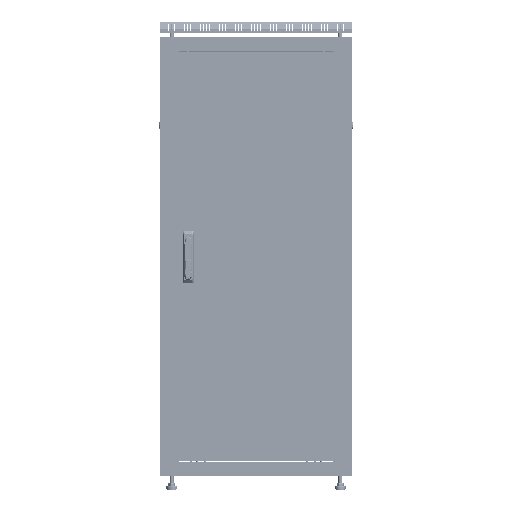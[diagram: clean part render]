
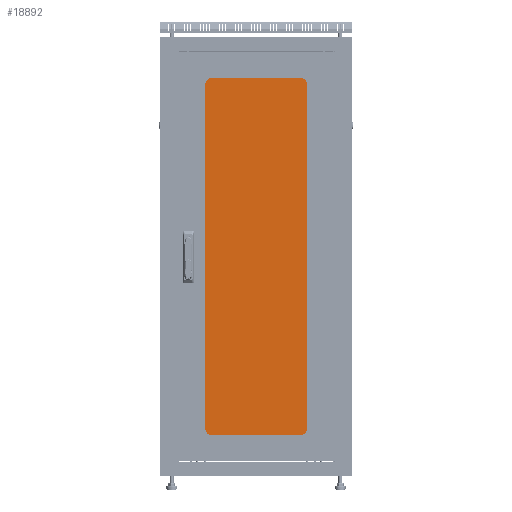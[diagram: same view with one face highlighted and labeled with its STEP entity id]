
A CAD part, top view. The second image highlights one B-rep face of the part: STEP entity #18892.
In plain terms, the highlighted planar face has unit normal (0, 0, 1).
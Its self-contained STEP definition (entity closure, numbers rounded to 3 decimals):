
#3209 = CARTESIAN_POINT ( 'NONE',  ( 0., 0., 4. ) ) ;
#3760 = DIRECTION ( 'NONE',  ( 1., 0., 0. ) ) ;
#4572 = VERTEX_POINT ( 'NONE', #17611 ) ;
#6514 = ORIENTED_EDGE ( 'NONE', *, *, #19533, .T. ) ;
#7684 = VERTEX_POINT ( 'NONE', #11570 ) ;
#10253 = AXIS2_PLACEMENT_3D ( 'NONE', #3209, #93535, #101768 ) ;
#11154 = EDGE_LOOP ( 'NONE', ( #96168, #6514, #15273, #98839 ) ) ;
#11570 = CARTESIAN_POINT ( 'NONE',  ( 180., 637.95, 4. ) ) ;
#15273 = ORIENTED_EDGE ( 'NONE', *, *, #102200, .T. ) ;
#17611 = CARTESIAN_POINT ( 'NONE',  ( 180., -637.95, 4. ) ) ;
#18328 = VERTEX_POINT ( 'NONE', #59505 ) ;
#18892 = ADVANCED_FACE ( 'NONE', ( #103350 ), #36584, .T. ) ;
#19533 = EDGE_CURVE ( 'NONE', #68223, #4572, #37073, .T. ) ;
#19693 = VECTOR ( 'NONE', #36451, 1000. ) ;
#31757 = VECTOR ( 'NONE', #100019, 1000. ) ;
#36451 = DIRECTION ( 'NONE',  ( 0., -1., 0. ) ) ;
#36584 = PLANE ( 'NONE',  #10253 ) ;
#37073 = LINE ( 'NONE', #53212, #63816 ) ;
#37441 = LINE ( 'NONE', #68788, #19693 ) ;
#42547 = DIRECTION ( 'NONE',  ( 0., 1., 0. ) ) ;
#43368 = VECTOR ( 'NONE', #42547, 1000. ) ;
#47157 = LINE ( 'NONE', #98835, #43368 ) ;
#53212 = CARTESIAN_POINT ( 'NONE',  ( 180., -637.95, 4. ) ) ;
#58724 = CARTESIAN_POINT ( 'NONE',  ( 180., 637.95, 4. ) ) ;
#59505 = CARTESIAN_POINT ( 'NONE',  ( -180., 637.95, 4. ) ) ;
#63816 = VECTOR ( 'NONE', #3760, 1000. ) ;
#68223 = VERTEX_POINT ( 'NONE', #91914 ) ;
#68788 = CARTESIAN_POINT ( 'NONE',  ( -180., -637.95, 4. ) ) ;
#79243 = EDGE_CURVE ( 'NONE', #7684, #18328, #81415, .T. ) ;
#81415 = LINE ( 'NONE', #58724, #31757 ) ;
#91914 = CARTESIAN_POINT ( 'NONE',  ( -180., -637.95, 4. ) ) ;
#93535 = DIRECTION ( 'NONE',  ( 0., 0., 1. ) ) ;
#96168 = ORIENTED_EDGE ( 'NONE', *, *, #99366, .T. ) ;
#98835 = CARTESIAN_POINT ( 'NONE',  ( 180., -637.95, 4. ) ) ;
#98839 = ORIENTED_EDGE ( 'NONE', *, *, #79243, .T. ) ;
#99366 = EDGE_CURVE ( 'NONE', #18328, #68223, #37441, .T. ) ;
#100019 = DIRECTION ( 'NONE',  ( -1., 0., 0. ) ) ;
#101768 = DIRECTION ( 'NONE',  ( 1., 0., 0. ) ) ;
#102200 = EDGE_CURVE ( 'NONE', #4572, #7684, #47157, .T. ) ;
#103350 = FACE_OUTER_BOUND ( 'NONE', #11154, .T. ) ;
